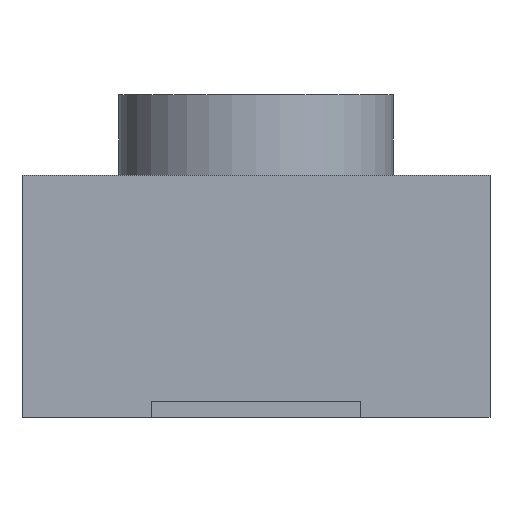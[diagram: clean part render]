
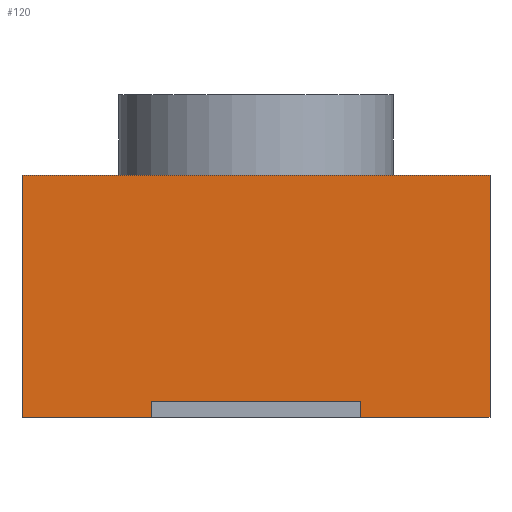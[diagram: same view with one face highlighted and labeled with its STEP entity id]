
A CAD part, front view. The second image highlights one B-rep face of the part: STEP entity #120.
In plain terms, the highlighted planar face has unit normal (0, -1, 0).
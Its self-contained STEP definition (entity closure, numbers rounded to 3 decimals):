
#32 = VERTEX_POINT('',#33);
#33 = CARTESIAN_POINT('',(-1.45,-2.,1.5));
#39 = EDGE_CURVE('',#40,#32,#42,.T.);
#40 = VERTEX_POINT('',#41);
#41 = CARTESIAN_POINT('',(-1.45,-2.,0.));
#42 = LINE('',#43,#44);
#43 = CARTESIAN_POINT('',(-1.45,-2.,0.));
#44 = VECTOR('',#45,1.);
#45 = DIRECTION('',(0.,0.,1.));
#120 = ADVANCED_FACE('',(#121),#178,.F.);
#121 = FACE_BOUND('',#122,.F.);
#122 = EDGE_LOOP('',(#123,#131,#132,#140,#148,#156,#164,#172));
#123 = ORIENTED_EDGE('',*,*,#124,.F.);
#124 = EDGE_CURVE('',#40,#125,#127,.T.);
#125 = VERTEX_POINT('',#126);
#126 = CARTESIAN_POINT('',(-0.65,-2.,0.));
#127 = LINE('',#128,#129);
#128 = CARTESIAN_POINT('',(-1.45,-2.,0.));
#129 = VECTOR('',#130,1.);
#130 = DIRECTION('',(1.,0.,0.));
#131 = ORIENTED_EDGE('',*,*,#39,.T.);
#132 = ORIENTED_EDGE('',*,*,#133,.T.);
#133 = EDGE_CURVE('',#32,#134,#136,.T.);
#134 = VERTEX_POINT('',#135);
#135 = CARTESIAN_POINT('',(1.45,-2.,1.5));
#136 = LINE('',#137,#138);
#137 = CARTESIAN_POINT('',(-1.45,-2.,1.5));
#138 = VECTOR('',#139,1.);
#139 = DIRECTION('',(1.,0.,0.));
#140 = ORIENTED_EDGE('',*,*,#141,.F.);
#141 = EDGE_CURVE('',#142,#134,#144,.T.);
#142 = VERTEX_POINT('',#143);
#143 = CARTESIAN_POINT('',(1.45,-2.,0.));
#144 = LINE('',#145,#146);
#145 = CARTESIAN_POINT('',(1.45,-2.,0.));
#146 = VECTOR('',#147,1.);
#147 = DIRECTION('',(0.,0.,1.));
#148 = ORIENTED_EDGE('',*,*,#149,.F.);
#149 = EDGE_CURVE('',#150,#142,#152,.T.);
#150 = VERTEX_POINT('',#151);
#151 = CARTESIAN_POINT('',(0.65,-2.,0.));
#152 = LINE('',#153,#154);
#153 = CARTESIAN_POINT('',(-1.45,-2.,0.));
#154 = VECTOR('',#155,1.);
#155 = DIRECTION('',(1.,0.,0.));
#156 = ORIENTED_EDGE('',*,*,#157,.T.);
#157 = EDGE_CURVE('',#150,#158,#160,.T.);
#158 = VERTEX_POINT('',#159);
#159 = CARTESIAN_POINT('',(0.65,-2.,0.1));
#160 = LINE('',#161,#162);
#161 = CARTESIAN_POINT('',(0.65,-2.,0.));
#162 = VECTOR('',#163,1.);
#163 = DIRECTION('',(0.,0.,1.));
#164 = ORIENTED_EDGE('',*,*,#165,.F.);
#165 = EDGE_CURVE('',#166,#158,#168,.T.);
#166 = VERTEX_POINT('',#167);
#167 = CARTESIAN_POINT('',(-0.65,-2.,0.1));
#168 = LINE('',#169,#170);
#169 = CARTESIAN_POINT('',(-0.725,-2.,0.1));
#170 = VECTOR('',#171,1.);
#171 = DIRECTION('',(1.,0.,0.));
#172 = ORIENTED_EDGE('',*,*,#173,.T.);
#173 = EDGE_CURVE('',#166,#125,#174,.T.);
#174 = LINE('',#175,#176);
#175 = CARTESIAN_POINT('',(-0.65,-2.,0.));
#176 = VECTOR('',#177,1.);
#177 = DIRECTION('',(0.,0.,-1.));
#178 = PLANE('',#179);
#179 = AXIS2_PLACEMENT_3D('',#180,#181,#182);
#180 = CARTESIAN_POINT('',(-1.45,-2.,0.));
#181 = DIRECTION('',(0.,1.,0.));
#182 = DIRECTION('',(1.,0.,0.));
